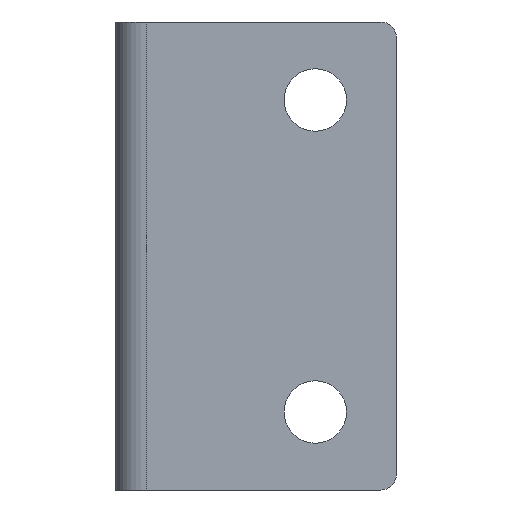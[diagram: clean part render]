
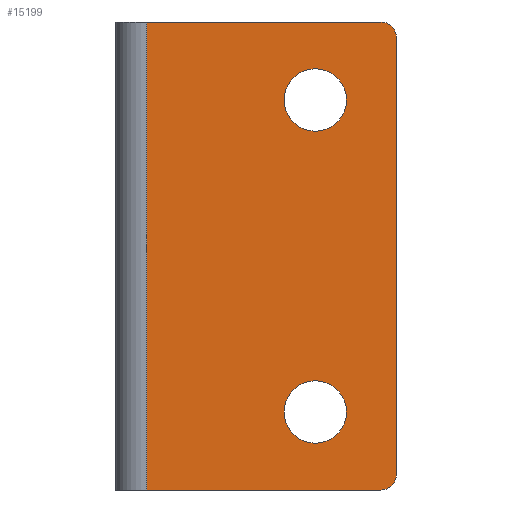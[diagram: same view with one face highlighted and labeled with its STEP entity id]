
A CAD part, front view. The second image highlights one B-rep face of the part: STEP entity #15199.
In plain terms, the highlighted planar face has unit normal (0, -1, 0).
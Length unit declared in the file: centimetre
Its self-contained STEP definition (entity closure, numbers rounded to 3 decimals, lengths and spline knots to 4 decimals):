
#28=CIRCLE($,#15375,0.25);
#31=CIRCLE($,#15381,0.25);
#41=CIRCLE($,#15397,0.5);
#42=CIRCLE($,#15399,0.5);
#80=FACE_BOUND($,#1940,.T.);
#81=FACE_BOUND($,#1941,.T.);
#256=PLANE($,#15409);
#1080=FACE_OUTER_BOUND($,#1939,.T.);
#1939=EDGE_LOOP($,(#13713,#13714,#13715,#13716,#13717,#13718));
#1940=EDGE_LOOP($,(#13719));
#1941=EDGE_LOOP($,(#13720));
#2928=LINE($,#32205,#3929);
#2931=LINE($,#32215,#3932);
#2944=LINE($,#32272,#3945);
#2945=LINE($,#32274,#3946);
#3929=VECTOR($,#16744,3.75);
#3932=VECTOR($,#16755,3.75);
#3945=VECTOR($,#16820,7.);
#3946=VECTOR($,#16823,7.5);
#6728=VERTEX_POINT($,#32189);
#6729=VERTEX_POINT($,#32190);
#6734=VERTEX_POINT($,#32203);
#6735=VERTEX_POINT($,#32208);
#6736=VERTEX_POINT($,#32210);
#6737=VERTEX_POINT($,#32214);
#6751=VERTEX_POINT($,#32253);
#6752=VERTEX_POINT($,#32256);
#9027=EDGE_CURVE($,#6728,#6729,#28,.T.);
#9035=EDGE_CURVE($,#6728,#6734,#2928,.T.);
#9037=EDGE_CURVE($,#6735,#6736,#31,.T.);
#9039=EDGE_CURVE($,#6737,#6736,#2931,.T.);
#9059=EDGE_CURVE($,#6751,#6751,#41,.T.);
#9060=EDGE_CURVE($,#6752,#6752,#42,.T.);
#9066=EDGE_CURVE($,#6735,#6729,#2944,.T.);
#9067=EDGE_CURVE($,#6737,#6734,#2945,.T.);
#13713=ORIENTED_EDGE($,*,*,#9027,.F.);
#13714=ORIENTED_EDGE($,*,*,#9035,.T.);
#13715=ORIENTED_EDGE($,*,*,#9067,.F.);
#13716=ORIENTED_EDGE($,*,*,#9039,.T.);
#13717=ORIENTED_EDGE($,*,*,#9037,.F.);
#13718=ORIENTED_EDGE($,*,*,#9066,.T.);
#13719=ORIENTED_EDGE($,*,*,#9059,.T.);
#13720=ORIENTED_EDGE($,*,*,#9060,.T.);
#15199=ADVANCED_FACE($,(#1080,#80,#81),#256,.T.);
#15375=AXIS2_PLACEMENT_3D($,#32191,#16731,#16732);
#15381=AXIS2_PLACEMENT_3D($,#32211,#16750,#16751);
#15397=AXIS2_PLACEMENT_3D($,#32254,#16794,#16795);
#15399=AXIS2_PLACEMENT_3D($,#32257,#16798,#16799);
#15409=AXIS2_PLACEMENT_3D($,#32273,#16821,#16822);
#16731=DIRECTION('center_axis',(0.,1.,0.));
#16732=DIRECTION('ref_axis',(0.707,0.,0.707));
#16744=DIRECTION($,(-1.,0.,0.));
#16750=DIRECTION('center_axis',(0.,1.,0.));
#16751=DIRECTION('ref_axis',(0.707,0.,-0.707));
#16755=DIRECTION($,(1.,0.,0.));
#16794=DIRECTION('center_axis',(0.,1.,0.));
#16795=DIRECTION('ref_axis',(1.,0.,0.));
#16798=DIRECTION('center_axis',(0.,1.,0.));
#16799=DIRECTION('ref_axis',(1.,0.,0.));
#16820=DIRECTION($,(0.,0.,1.));
#16821=DIRECTION('center_axis',(0.,-1.,0.));
#16822=DIRECTION('ref_axis',(0.,0.,-1.));
#16823=DIRECTION($,(0.,0.,1.));
#32189=CARTESIAN_POINT('',(4.25,0.,3.75));
#32190=CARTESIAN_POINT('',(4.5,0.,3.5));
#32191=CARTESIAN_POINT('Origin',(4.25,0.,3.5));
#32203=CARTESIAN_POINT('',(0.5,0.,3.75));
#32205=CARTESIAN_POINT($,(4.25,0.,3.75));
#32208=CARTESIAN_POINT('',(4.5,0.,-3.5));
#32210=CARTESIAN_POINT('',(4.25,0.,-3.75));
#32211=CARTESIAN_POINT('Origin',(4.25,0.,-3.5));
#32214=CARTESIAN_POINT('',(0.5,0.,-3.75));
#32215=CARTESIAN_POINT($,(0.5,0.,-3.75));
#32253=CARTESIAN_POINT('',(2.7,0.,-2.5));
#32254=CARTESIAN_POINT('Origin',(3.2,0.,-2.5));
#32256=CARTESIAN_POINT('',(2.7,0.,2.5));
#32257=CARTESIAN_POINT('Origin',(3.2,0.,2.5));
#32272=CARTESIAN_POINT($,(4.5,0.,-3.5));
#32273=CARTESIAN_POINT('Origin',(4.5,0.,0.));
#32274=CARTESIAN_POINT($,(0.5,0.,-3.75));
